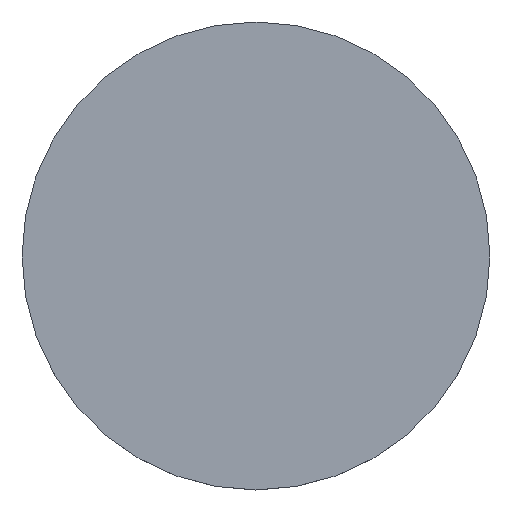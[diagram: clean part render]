
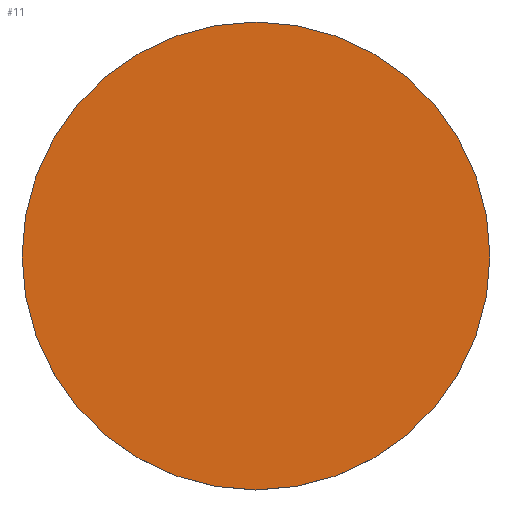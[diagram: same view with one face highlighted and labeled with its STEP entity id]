
A CAD part, top view. The second image highlights one B-rep face of the part: STEP entity #11.
In plain terms, the highlighted planar face has unit normal (0, 0, 1).
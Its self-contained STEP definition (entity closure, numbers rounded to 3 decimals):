
#5 = AXIS2_PLACEMENT_3D ( 'NONE', #124, #14, #193 ) ;
#8 = DIRECTION ( 'NONE',  ( 1., 0., 0. ) ) ;
#11 = ADVANCED_FACE ( 'NONE', ( #186 ), #231, .T. ) ;
#12 = AXIS2_PLACEMENT_3D ( 'NONE', #154, #54, #8 ) ;
#14 = DIRECTION ( 'NONE',  ( 0., 0., -1. ) ) ;
#35 = CARTESIAN_POINT ( 'NONE',  ( 25.4, 0., 7.2 ) ) ;
#53 = VERTEX_POINT ( 'NONE', #35 ) ;
#54 = DIRECTION ( 'NONE',  ( 0., 0., 1. ) ) ;
#56 = DIRECTION ( 'NONE',  ( 1., 0., 0. ) ) ;
#71 = ORIENTED_EDGE ( 'NONE', *, *, #76, .F. ) ;
#76 = EDGE_CURVE ( 'NONE', #53, #103, #105, .T. ) ;
#86 = EDGE_CURVE ( 'NONE', #103, #53, #198, .T. ) ;
#90 = DIRECTION ( 'NONE',  ( 0., 0., -1. ) ) ;
#103 = VERTEX_POINT ( 'NONE', #106 ) ;
#105 = CIRCLE ( 'NONE', #5, 25.4 ) ;
#106 = CARTESIAN_POINT ( 'NONE',  ( -25.4, 0., 7.2 ) ) ;
#124 = CARTESIAN_POINT ( 'NONE',  ( 0., 0., 7.2 ) ) ;
#130 = AXIS2_PLACEMENT_3D ( 'NONE', #216, #90, #56 ) ;
#154 = CARTESIAN_POINT ( 'NONE',  ( 0., 52.02, 7.2 ) ) ;
#186 = FACE_OUTER_BOUND ( 'NONE', #215, .T. ) ;
#192 = ORIENTED_EDGE ( 'NONE', *, *, #86, .F. ) ;
#193 = DIRECTION ( 'NONE',  ( 1., 0., 0. ) ) ;
#198 = CIRCLE ( 'NONE', #130, 25.4 ) ;
#215 = EDGE_LOOP ( 'NONE', ( #71, #192 ) ) ;
#216 = CARTESIAN_POINT ( 'NONE',  ( 0., 0., 7.2 ) ) ;
#231 = PLANE ( 'NONE',  #12 ) ;
